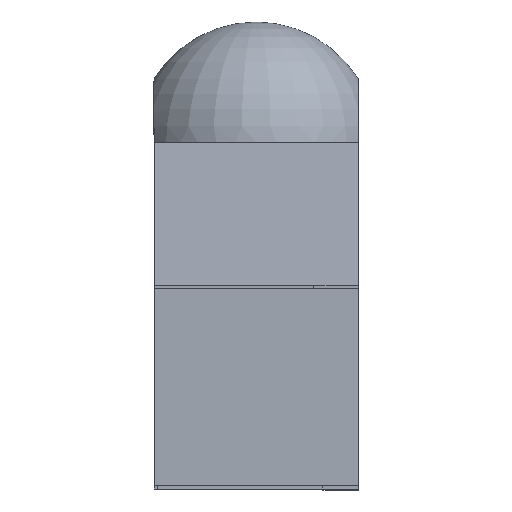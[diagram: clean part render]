
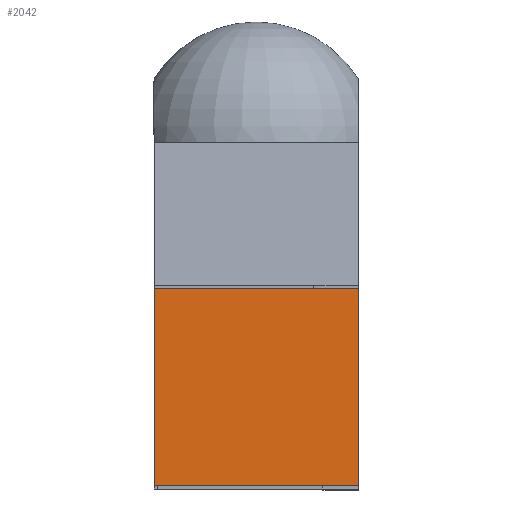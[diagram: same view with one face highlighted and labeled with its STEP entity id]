
A CAD part, top view. The second image highlights one B-rep face of the part: STEP entity #2042.
In plain terms, the highlighted face is planar.
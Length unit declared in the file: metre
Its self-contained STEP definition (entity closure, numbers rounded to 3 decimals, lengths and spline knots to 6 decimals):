
#186 = CARTESIAN_POINT ( 'NONE',  ( -0.0015, -0.00058, -0.0006 ) ) ;
#193 = DIRECTION ( 'NONE',  ( 0., 1., 0. ) ) ;
#419 = LINE ( 'NONE', #458, #1881 ) ;
#458 = CARTESIAN_POINT ( 'NONE',  ( -0.0015, -0.0006, -0.0006 ) ) ;
#461 = CARTESIAN_POINT ( 'NONE',  ( -0.0015, -0.0006, 0.0006 ) ) ;
#483 = FACE_OUTER_BOUND ( 'NONE', #1260, .T. ) ;
#558 = DIRECTION ( 'NONE',  ( 0., 0., 1. ) ) ;
#569 = VECTOR ( 'NONE', #3688, 1. ) ;
#692 = VERTEX_POINT ( 'NONE', #2503 ) ;
#954 = CARTESIAN_POINT ( 'NONE',  ( -0.0015, -0.0006, 0.0006 ) ) ;
#1018 = VECTOR ( 'NONE', #558, 1. ) ;
#1078 = EDGE_CURVE ( 'NONE', #692, #1333, #2258, .T. ) ;
#1260 = EDGE_LOOP ( 'NONE', ( #3433, #2204, #1894, #3330 ) ) ;
#1287 = LINE ( 'NONE', #954, #2127 ) ;
#1333 = VERTEX_POINT ( 'NONE', #3483 ) ;
#1500 = CARTESIAN_POINT ( 'NONE',  ( -0.0015, 0.00058, -0.0006 ) ) ;
#1669 = DIRECTION ( 'NONE',  ( 1., 0., 0. ) ) ;
#1682 = DIRECTION ( 'NONE',  ( 0., -1., 0. ) ) ;
#1881 = VECTOR ( 'NONE', #1682, 1. ) ;
#1893 = PLANE ( 'NONE',  #3606 ) ;
#1894 = ORIENTED_EDGE ( 'NONE', *, *, #1925, .F. ) ;
#1925 = EDGE_CURVE ( 'NONE', #2304, #1333, #1287, .T. ) ;
#2042 = ADVANCED_FACE ( 'NONE', ( #483 ), #1893, .F. ) ;
#2127 = VECTOR ( 'NONE', #2984, 1. ) ;
#2204 = ORIENTED_EDGE ( 'NONE', *, *, #1078, .T. ) ;
#2258 = LINE ( 'NONE', #186, #569 ) ;
#2278 = VERTEX_POINT ( 'NONE', #1500 ) ;
#2304 = VERTEX_POINT ( 'NONE', #2557 ) ;
#2503 = CARTESIAN_POINT ( 'NONE',  ( -0.0015, -0.00058, -0.0006 ) ) ;
#2541 = EDGE_CURVE ( 'NONE', #2278, #2304, #2647, .T. ) ;
#2557 = CARTESIAN_POINT ( 'NONE',  ( -0.0015, 0.00058, 0.0006 ) ) ;
#2647 = LINE ( 'NONE', #3812, #1018 ) ;
#2943 = EDGE_CURVE ( 'NONE', #2278, #692, #419, .T. ) ;
#2984 = DIRECTION ( 'NONE',  ( 0., -1., 0. ) ) ;
#3330 = ORIENTED_EDGE ( 'NONE', *, *, #2541, .F. ) ;
#3433 = ORIENTED_EDGE ( 'NONE', *, *, #2943, .T. ) ;
#3483 = CARTESIAN_POINT ( 'NONE',  ( -0.0015, -0.00058, 0.0006 ) ) ;
#3606 = AXIS2_PLACEMENT_3D ( 'NONE', #461, #1669, #193 ) ;
#3688 = DIRECTION ( 'NONE',  ( 0., 0., 1. ) ) ;
#3812 = CARTESIAN_POINT ( 'NONE',  ( -0.0015, 0.00058, -0.0006 ) ) ;
